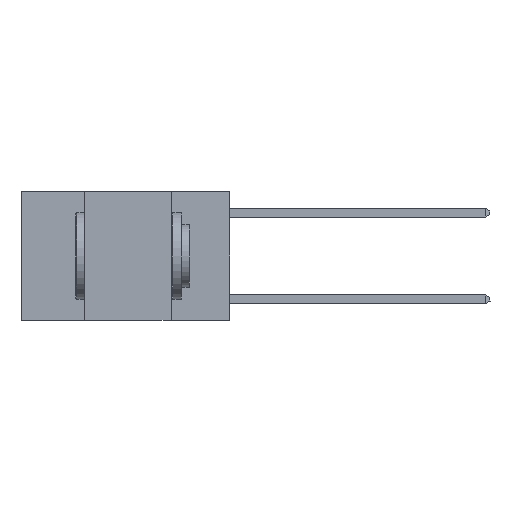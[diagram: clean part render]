
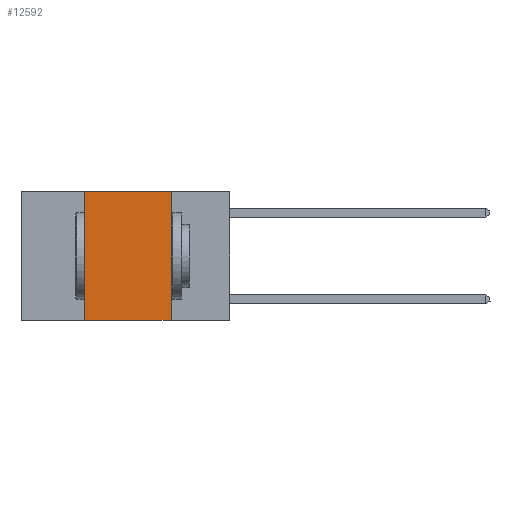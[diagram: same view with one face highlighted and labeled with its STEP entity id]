
A CAD part, left-side view. The second image highlights one B-rep face of the part: STEP entity #12592.
In plain terms, the highlighted planar face has unit normal (-1, 0, 0).
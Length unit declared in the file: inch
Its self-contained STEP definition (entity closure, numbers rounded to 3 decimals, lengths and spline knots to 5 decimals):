
#436 = VERTEX_POINT ( 'NONE', #21330 ) ;
#1226 = VERTEX_POINT ( 'NONE', #28506 ) ;
#1767 = VECTOR ( 'NONE', #6786, 39.37008 ) ;
#2665 = DIRECTION ( 'NONE',  ( 0., 0., -1. ) ) ;
#3702 = CARTESIAN_POINT ( 'NONE',  ( 0., 0.6, 0. ) ) ;
#4387 = VECTOR ( 'NONE', #21316, 39.37008 ) ;
#5554 = EDGE_CURVE ( 'NONE', #436, #20806, #16278, .T. ) ;
#6786 = DIRECTION ( 'NONE',  ( 0., -1., 0. ) ) ;
#7071 = CARTESIAN_POINT ( 'NONE',  ( 0., 0.17, 0. ) ) ;
#7707 = LINE ( 'NONE', #20133, #1767 ) ;
#7986 = ORIENTED_EDGE ( 'NONE', *, *, #26395, .F. ) ;
#8765 = CARTESIAN_POINT ( 'NONE',  ( 0., 0.6, 0. ) ) ;
#8812 = LINE ( 'NONE', #7071, #25804 ) ;
#8916 = VECTOR ( 'NONE', #21515, 39.37008 ) ;
#8951 = EDGE_LOOP ( 'NONE', ( #7986, #20529, #13541, #22936 ) ) ;
#9100 = CARTESIAN_POINT ( 'NONE',  ( 0., 0.42, 0. ) ) ;
#9941 = FACE_OUTER_BOUND ( 'NONE', #8951, .T. ) ;
#10990 = DIRECTION ( 'NONE',  ( 1., 0., 0. ) ) ;
#11409 = AXIS2_PLACEMENT_3D ( 'NONE', #8765, #10990, #26524 ) ;
#12399 = EDGE_CURVE ( 'NONE', #20806, #19180, #26634, .T. ) ;
#12592 = ADVANCED_FACE ( 'NONE', ( #9941 ), #19786, .F. ) ;
#13541 = ORIENTED_EDGE ( 'NONE', *, *, #5554, .F. ) ;
#16278 = LINE ( 'NONE', #19097, #4387 ) ;
#19097 = CARTESIAN_POINT ( 'NONE',  ( 0., 0.42, 0. ) ) ;
#19180 = VERTEX_POINT ( 'NONE', #28090 ) ;
#19786 = PLANE ( 'NONE',  #11409 ) ;
#20133 = CARTESIAN_POINT ( 'NONE',  ( 0., 0.6, -0.37 ) ) ;
#20529 = ORIENTED_EDGE ( 'NONE', *, *, #12399, .F. ) ;
#20806 = VERTEX_POINT ( 'NONE', #9100 ) ;
#21316 = DIRECTION ( 'NONE',  ( 0., 0., 1. ) ) ;
#21330 = CARTESIAN_POINT ( 'NONE',  ( 0., 0.42, -0.37 ) ) ;
#21515 = DIRECTION ( 'NONE',  ( 0., -1., 0. ) ) ;
#22936 = ORIENTED_EDGE ( 'NONE', *, *, #28197, .T. ) ;
#25804 = VECTOR ( 'NONE', #2665, 39.37008 ) ;
#26395 = EDGE_CURVE ( 'NONE', #19180, #1226, #8812, .T. ) ;
#26524 = DIRECTION ( 'NONE',  ( 0., 0., -1. ) ) ;
#26634 = LINE ( 'NONE', #3702, #8916 ) ;
#28090 = CARTESIAN_POINT ( 'NONE',  ( 0., 0.17, 0. ) ) ;
#28197 = EDGE_CURVE ( 'NONE', #436, #1226, #7707, .T. ) ;
#28506 = CARTESIAN_POINT ( 'NONE',  ( 0., 0.17, -0.37 ) ) ;
